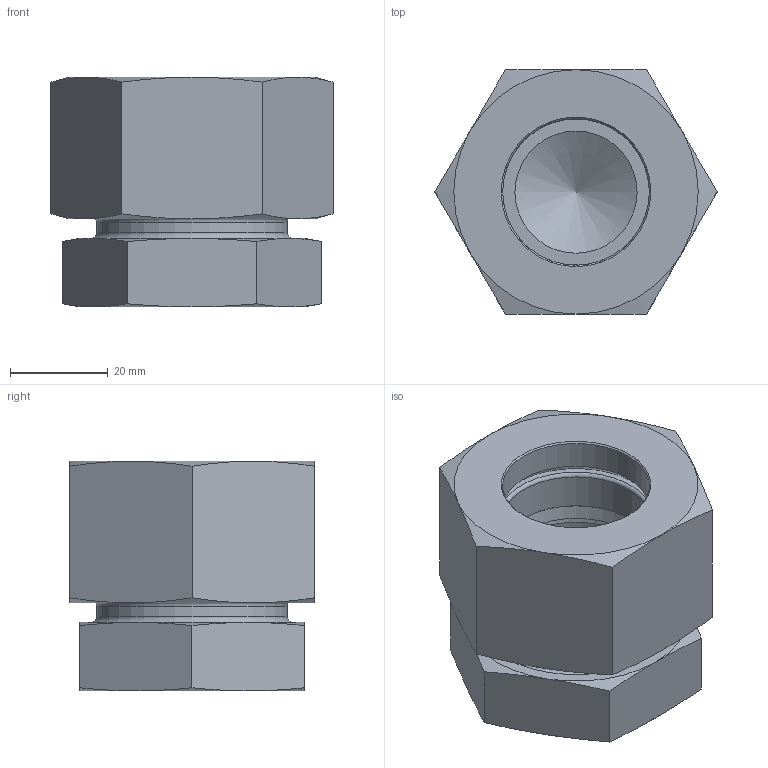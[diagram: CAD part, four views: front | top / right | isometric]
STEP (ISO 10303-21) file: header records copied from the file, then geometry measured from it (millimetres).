
FILE_DESCRIPTION(/* description */ (''),/* implementation_level */ '2;1');
FILE_NAME(/* name */ 'rov_30_s.stp',/* time_stamp */ '2017-02-09T10:46:46+01:00',/* author */ ('leitheußer'),/* organization */ (''),/* preprocessor_version */ 'ST-DEVELOPER v15.6',/* originating_system */ 'Autodesk Inventor LT ',/* authorisation */ '');
FILE_SCHEMA (('AUTOMOTIVE_DESIGN { 1 0 10303 214 3 1 1 }'));
Length unit declared in the file: millimetre
Products named in the file (1): Assembly TN 296 - 30S
Bounding box: 57.73 x 50 x 47 mm (x, y, z)
Volume: 72116.9 mm3; surface area: 24124.9 mm2
Topology: 3 solids, 3 shells, 94 faces, 200 edges, 119 vertices
Faces by surface type: plane 37, cone 36, cylinder 15, torus 6
Full cylindrical faces by diameter (mm): 25 x1, 30 x3, 33 x1, 36 x1, 39 x1, 40 x1, 42 x1
Entity records: 2335 total; most frequent: CARTESIAN_POINT 481, DIRECTION 384, ORIENTED_EDGE 344, EDGE_CURVE 172, AXIS2_PLACEMENT_3D 165, EDGE_LOOP 132, VERTEX_POINT 118, FACE_OUTER_BOUND 94
